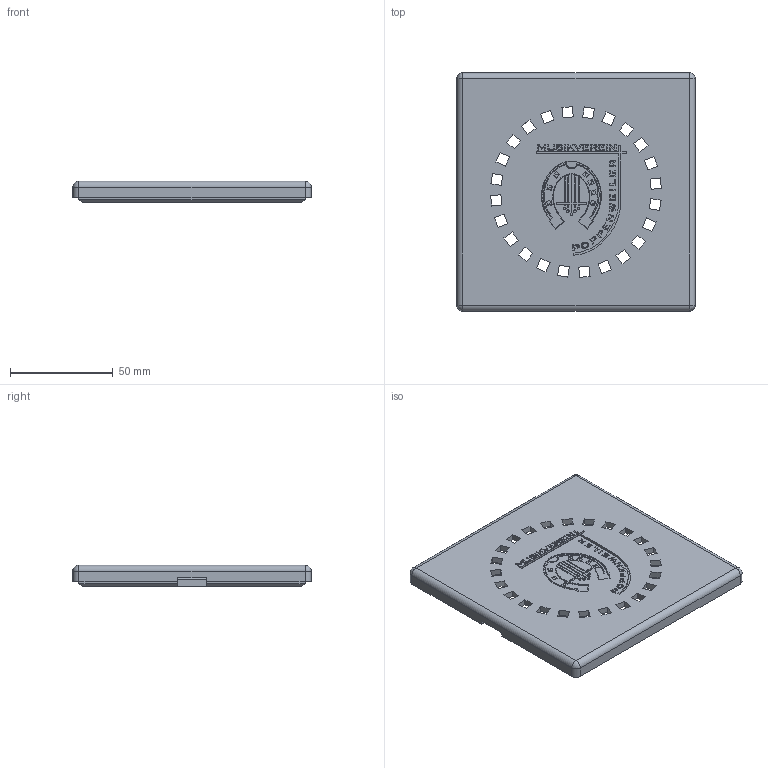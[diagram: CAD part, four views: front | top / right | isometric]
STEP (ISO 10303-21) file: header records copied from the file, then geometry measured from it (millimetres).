
FILE_DESCRIPTION(('FreeCAD Model'),'2;1');
FILE_NAME('Open CASCADE Shape Model','2021-07-14T01:06:55',('Author'),( ''),'Open CASCADE STEP processor 7.5','FreeCAD','Unknown');
FILE_SCHEMA(('AUTOMOTIVE_DESIGN { 1 0 10303 214 1 1 1 1 }'));
Products named in the file (1): Deckel_Logo
Bounding box: 116 x 116 x 10.5 mm (x, y, z)
Volume: 46045.1 mm3; surface area: 36030.1 mm2
Topology: 1 solids, 1 shells, 772 faces, 2129 edges, 1407 vertices
Faces by surface type: bspline 619, plane 141, cylinder 8, sphere 4
Entity records: 56001 total; most frequent: CARTESIAN_POINT 25035, B_SPLINE_CURVE_WITH_KNOTS 5177, ORIENTED_EDGE 4258, PCURVE 4258, DEFINITIONAL_REPRESENTATION 4258, EDGE_CURVE 2129, SURFACE_CURVE 2129, DIRECTION 1515
